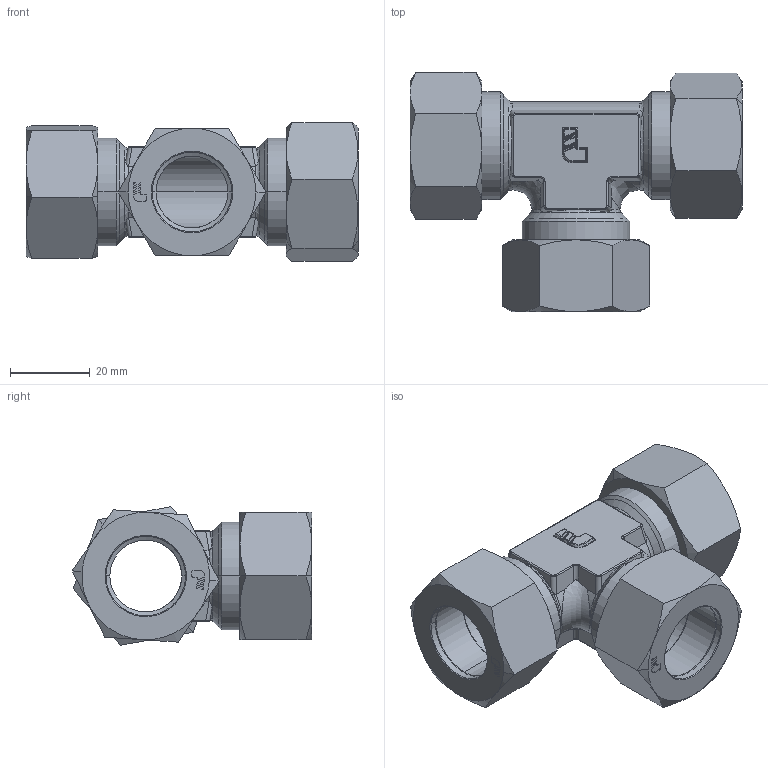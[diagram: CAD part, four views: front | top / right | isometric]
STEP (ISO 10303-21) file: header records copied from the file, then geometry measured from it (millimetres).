
FILE_DESCRIPTION(('STEP AP214'),'1');
FILE_NAME('0104_20_00.stp','2016-07-07T14:21:16',('TraceParts'),('TraceParts S.A.'),'Spatial InterOp 3D',' ',' ');
FILE_SCHEMA(('automotive_design'));
Length unit declared in the file: millimetre
Products named in the file (14): 0104 20 00|NAUO1#0104-20-00U_2;Import_e1; 0104 20 00|NAUO2#0104-20-00U;NONE; 0104 20 00|NAUO3#0124-20-00;Import_e1; 0104 20 00|NAUO4#0124-20-00;Import_e1; 0104 20 00|NAUO5#0110-20-00_2;Import_e1; 0104 20 00|NAUO6#0110-20-00;NONE; 0104 20 00|NAUO7#0110-20-00_2;Import_e1; 0104 20 00|NAUO8#0124-20-00;Import_e1; 0104 20 00|NAUO9#0110-20-00_2;Import_e1; 0104 20 00|NAUO10#0110-20-00;NONE
Bounding box: 83.26 x 60.06 x 34.74 mm (x, y, z)
Volume: 44022.2 mm3; surface area: 35069.7 mm2
Topology: 7 solids, 19 shells, 473 faces, 1147 edges, 714 vertices
Faces by surface type: cylinder 160, plane 133, cone 98, bspline 34, torus 30, sphere 18
Entity records: 20995 total; most frequent: CARTESIAN_POINT 6013, DIRECTION 2309, ORIENTED_EDGE 2246, EDGE_CURVE 1147, AXIS2_PLACEMENT_3D 916, VERTEX_POINT 714, EDGE_LOOP 505, STYLED_ITEM 487
